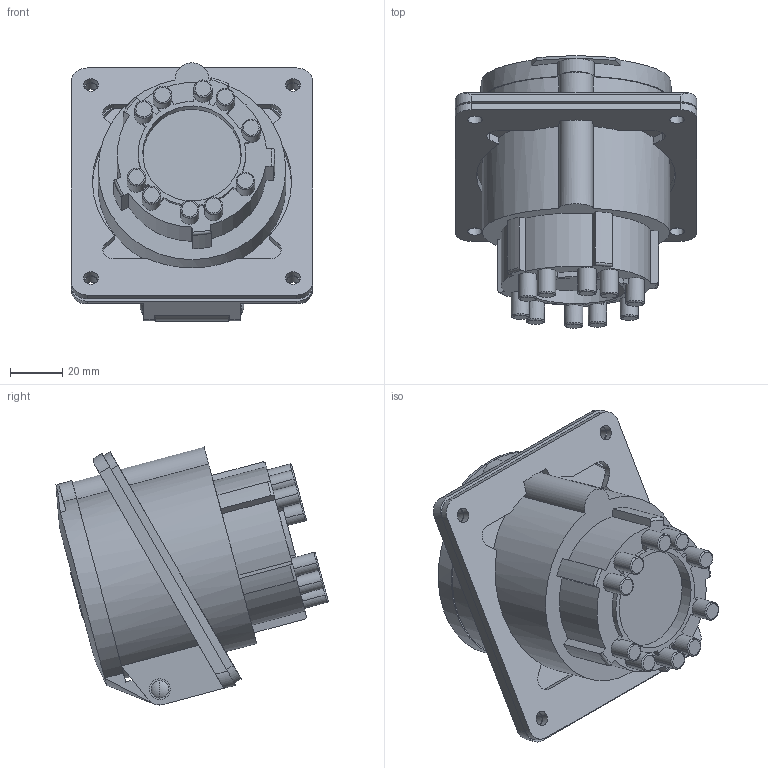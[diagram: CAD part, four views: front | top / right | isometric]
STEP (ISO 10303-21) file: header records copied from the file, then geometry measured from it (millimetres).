
FILE_DESCRIPTION(('Creo Elements/Direct Modeling STEP Export'),'2;1');
FILE_NAME('0ln7tug5h4o63412064','2022-02-09T16:24:25',(''),(''),'Creo Elements/Direct Modeling STEP processor for AP214 (Solid Model)','Creo Elements/Direct Modeling 20.1B 02-Apr-2019 (C) Parametric Technology GmbH','');
FILE_SCHEMA(('AUTOMOTIVE_DESIGN { 1 0 10303 214 1 1 1 1 }'));
Length unit declared in the file: millimetre
Products named in the file (2): PE_3265_PI
Assembly tree (1 placements, depth 2):
  PE_3265_PI
    PE_3265_PI
Bounding box: 92 x 103.76 x 98.39 mm (x, y, z)
Volume: 352308.5 mm3; surface area: 49755.4 mm2
Topology: 1 solids, 1 shells, 312 faces, 868 edges, 574 vertices
Faces by surface type: plane 154, cylinder 126, torus 29, cone 2, bspline 1
Entity records: 12638 total; most frequent: CARTESIAN_POINT 2646, ORIENTED_EDGE 1728, DIRECTION 1563, EDGE_CURVE 864, VERTEX_POINT 574, AXIS2_PLACEMENT_3D 552, VECTOR 459, LINE 459
